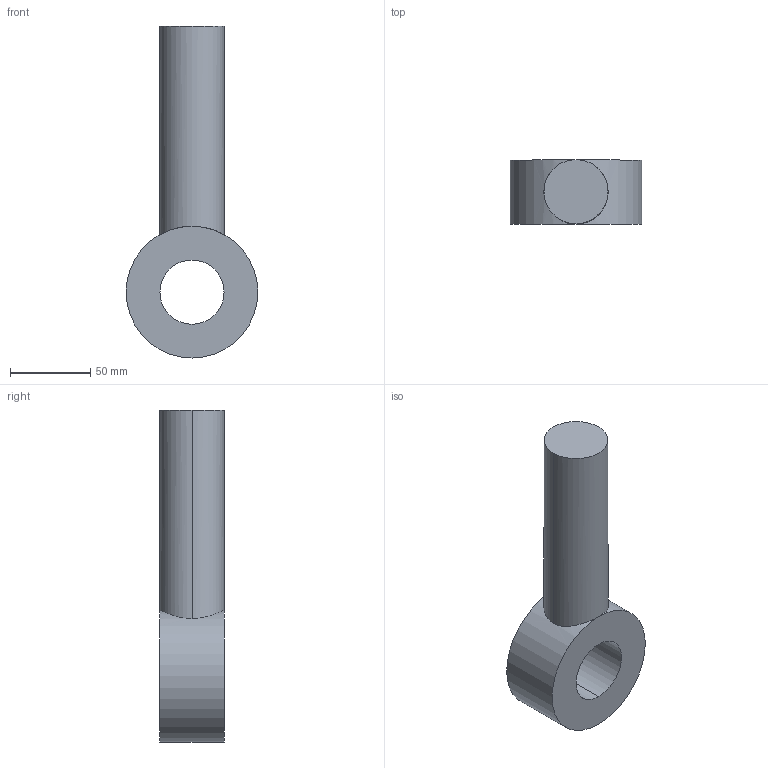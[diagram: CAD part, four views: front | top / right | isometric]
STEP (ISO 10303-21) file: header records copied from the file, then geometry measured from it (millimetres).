
FILE_DESCRIPTION (( 'STEP AP203' ), '1' );
FILE_NAME ('extention rod_Default_sldprt.STEP', '2023-04-06T17:12:58', ( '' ), ( '' ), 'SwSTEP 2.0', 'SolidWorks 2021', '' );
FILE_SCHEMA (( 'CONFIG_CONTROL_DESIGN' ));
Length unit declared in the file: millimetre
Products named in the file (1): extention rod_Default_sldprt
Bounding box: 82.12 x 40 x 206.92 mm (x, y, z)
Volume: 319986 mm3; surface area: 39387.6 mm2
Topology: 1 solids, 1 shells, 9 faces, 19 edges, 12 vertices
Faces by surface type: cylinder 6, plane 3
Entity records: 438 total; most frequent: CARTESIAN_POINT 159, DIRECTION 45, ORIENTED_EDGE 38, AXIS2_PLACEMENT_3D 20, EDGE_CURVE 19, VERTEX_POINT 12, EDGE_LOOP 11, CIRCLE 10
